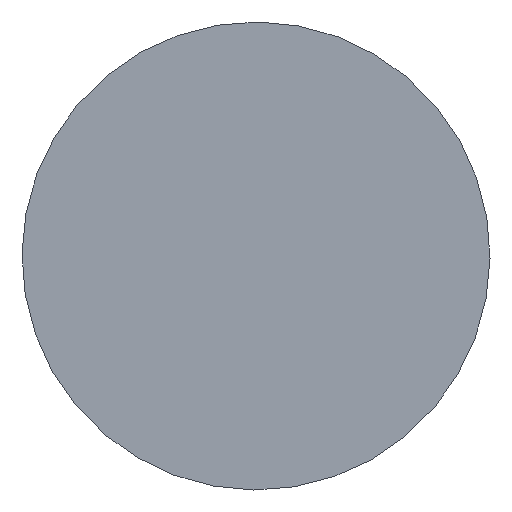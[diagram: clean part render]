
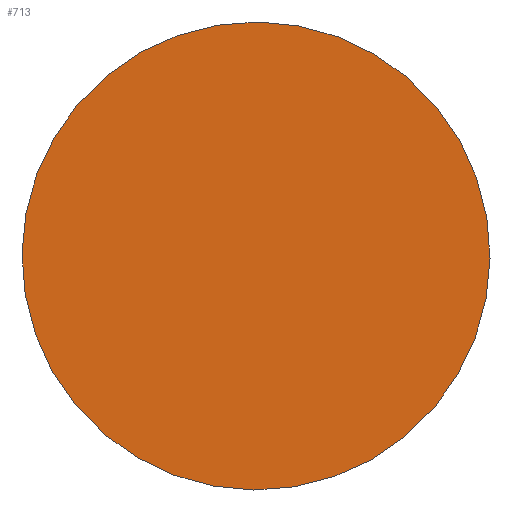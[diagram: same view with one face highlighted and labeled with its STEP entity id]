
A CAD part, front view. The second image highlights one B-rep face of the part: STEP entity #713.
In plain terms, the highlighted planar face has unit normal (0, -1, 0).
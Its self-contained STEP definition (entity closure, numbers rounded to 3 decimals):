
#91=CARTESIAN_POINT('',(-37.071,-35.573,-6.149));
#92=VERTEX_POINT('',#91);
#99=CARTESIAN_POINT('',(-15.305,-35.573,6.149));
#100=VERTEX_POINT('',#99);
#101=CARTESIAN_POINT('',(-26.188,-35.573,0.));
#102=DIRECTION('',(0.,1.0,0.));
#103=DIRECTION('',(-0.871,0.,-0.492));
#104=AXIS2_PLACEMENT_3D('',#101,#102,#103);
#105=CIRCLE('',#104,12.5);
#106=EDGE_CURVE('',#92,#100,#105,.T.);
#698=CARTESIAN_POINT('',(-31.63,-35.573,-3.074));
#699=DIRECTION('',(0.0,-1.0,0.0));
#700=DIRECTION('',(0.492,0.0,-0.871));
#701=AXIS2_PLACEMENT_3D('',#698,#699,#700);
#702=PLANE('',#701);
#703=ORIENTED_EDGE('',*,*,#106,.F.);
#704=CARTESIAN_POINT('',(-26.188,-35.573,0.));
#705=DIRECTION('',(0.,1.0,0.));
#706=DIRECTION('',(-0.871,0.,-0.492));
#707=AXIS2_PLACEMENT_3D('',#704,#705,#706);
#708=CIRCLE('',#707,12.5);
#709=EDGE_CURVE('',#100,#92,#708,.T.);
#710=ORIENTED_EDGE('',*,*,#709,.F.);
#711=EDGE_LOOP('',(#703,#710));
#712=FACE_OUTER_BOUND('',#711,.T.);
#713=ADVANCED_FACE('',(#712),#702,.T.);
